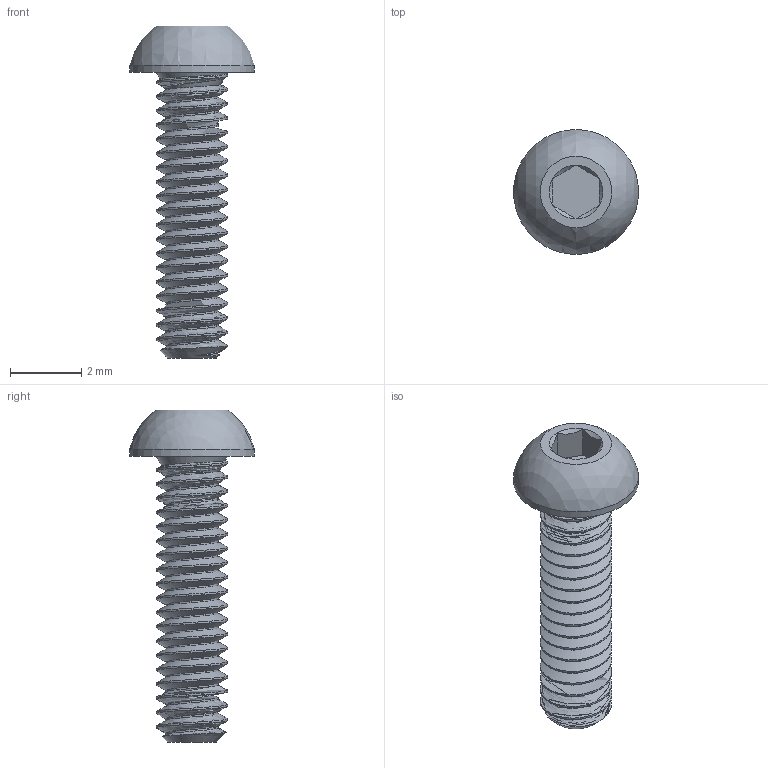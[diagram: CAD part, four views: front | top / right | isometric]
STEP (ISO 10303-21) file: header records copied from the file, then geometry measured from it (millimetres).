
FILE_DESCRIPTION(/* description */ ('STEP AP203'),/* implementation_level */ '2;1');
FILE_NAME(/* name */ '91239A705_M2-8mm-Button Head Hex Drive Screw.step',/* time_stamp */ '2026-02-26T02:32:18-05:00',/* author */ (''),/* organization */ (''),/* preprocessor_version */ 'ST-DEVELOPER v20.1',/* originating_system */ 'Autodesk Translation Framework v14.24.0.0',/* authorisation */ '');
FILE_SCHEMA (('AUTOMOTIVE_DESIGN { 1 0 10303 214 3 1 1 }'));
Length unit declared in the file: millimetre
Products named in the file (1): 2026-02-26-06-35-51-125
Bounding box: 3.5 x 3.5 x 9.3 mm (x, y, z)
Volume: 27.5 mm3; surface area: 105.1 mm2
Topology: 1 solids, 1 shells, 63 faces, 161 edges, 103 vertices
Faces by surface type: cylinder 40, cone 10, plane 10, bspline 2, sphere 1
Full cylindrical faces by diameter (mm): 1.48 x17, 2 x18, 3.5 x1
Entity records: 4638 total; most frequent: CARTESIAN_POINT 3302, ORIENTED_EDGE 322, DIRECTION 209, EDGE_CURVE 161, VERTEX_POINT 103, AXIS2_PLACEMENT_3D 78, EDGE_LOOP 66, FACE_OUTER_BOUND 63
